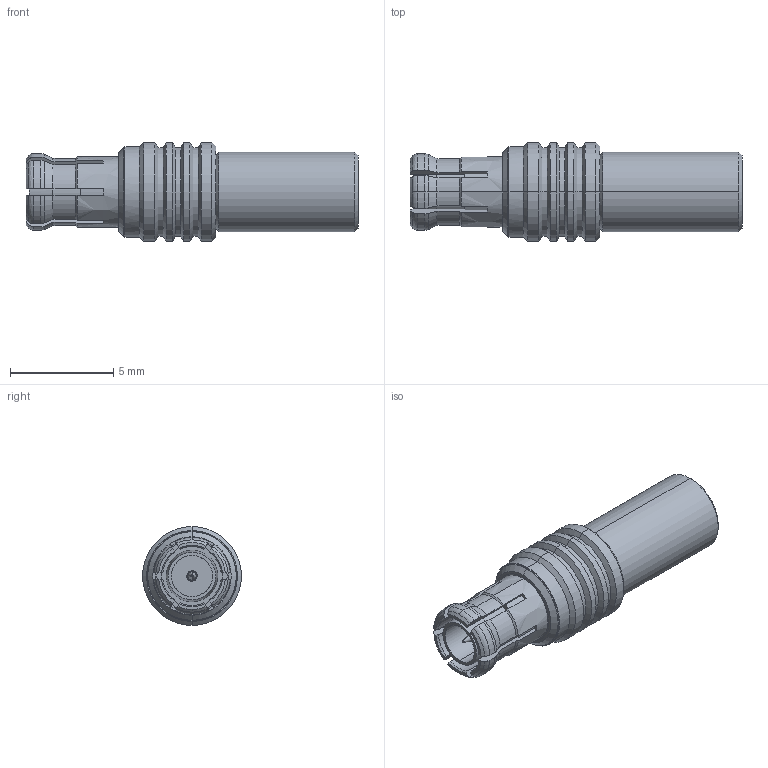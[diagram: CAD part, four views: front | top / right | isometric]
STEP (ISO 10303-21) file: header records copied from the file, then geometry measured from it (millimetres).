
FILE_DESCRIPTION (( 'STEP AP214' ), '1' );
FILE_NAME ('LCCN45864_3D.step', '2023-05-05T17:56:17', ( '' ), ( '' ), 'SwSTEP 2.0', 'SolidWorks 2022', '' );
FILE_SCHEMA (( 'AUTOMOTIVE_DESIGN' ));
Length unit declared in the file: millimetre
Products named in the file (1): LCCN45864_3D
Bounding box: 16.1 x 4.8 x 4.8 mm (x, y, z)
Volume: 155.9 mm3; surface area: 410.4 mm2
Topology: 1 solids, 1 shells, 177 faces, 439 edges, 274 vertices
Faces by surface type: bspline 139, plane 36, cylinder 2
Entity records: 6388 total; most frequent: CARTESIAN_POINT 3402, ORIENTED_EDGE 878, EDGE_CURVE 439, VERTEX_POINT 274, DIRECTION 262, B_SPLINE_CURVE_WITH_KNOTS 227, EDGE_LOOP 187, FACE_OUTER_BOUND 177
